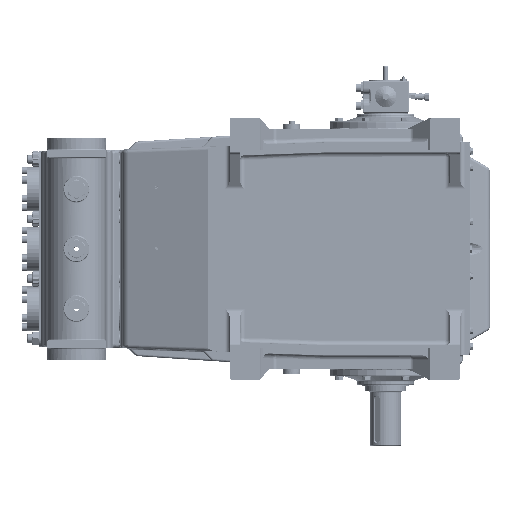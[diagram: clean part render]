
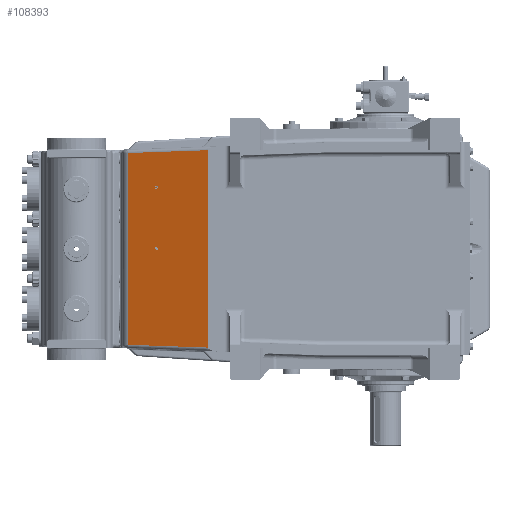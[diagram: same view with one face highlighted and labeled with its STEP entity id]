
A CAD part, front view. The second image highlights one B-rep face of the part: STEP entity #108393.
In plain terms, the highlighted planar face has unit normal (-0.342, -0.94, 0).
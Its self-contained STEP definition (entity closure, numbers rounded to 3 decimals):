
#3674 = VECTOR ( 'NONE', #31547, 39.37 ) ;
#8360 = LINE ( 'NONE', #23430, #67545 ) ;
#8643 = ORIENTED_EDGE ( 'NONE', *, *, #108086, .F. ) ;
#14284 = CARTESIAN_POINT ( 'NONE',  ( -26.914, -6.083, 11.492 ) ) ;
#20501 = CARTESIAN_POINT ( 'NONE',  ( -26.914, -6.083, -19.901 ) ) ;
#23430 = CARTESIAN_POINT ( 'NONE',  ( -4.647, -14.187, -20.679 ) ) ;
#23773 = VERTEX_POINT ( 'NONE', #14284 ) ;
#31547 = DIRECTION ( 'NONE',  ( -0.939, 0.342, -0.033 ) ) ;
#35367 = DIRECTION ( 'NONE',  ( 0.939, -0.342, -0.033 ) ) ;
#42840 = CARTESIAN_POINT ( 'NONE',  ( -3.617, -14.562, 12.724 ) ) ;
#50491 = EDGE_CURVE ( 'NONE', #23773, #53065, #139280, .T. ) ;
#53065 = VERTEX_POINT ( 'NONE', #119669 ) ;
#54676 = DIRECTION ( 'NONE',  ( -0.94, 0.342, 0. ) ) ;
#55148 = EDGE_CURVE ( 'NONE', #53065, #138333, #119231, .T. ) ;
#55848 = ORIENTED_EDGE ( 'NONE', *, *, #55148, .T. ) ;
#58187 = VECTOR ( 'NONE', #118681, 39.37 ) ;
#60463 = CARTESIAN_POINT ( 'NONE',  ( -39.721, -1.421, 12.724 ) ) ;
#67545 = VECTOR ( 'NONE', #35367, 39.37 ) ;
#75013 = DIRECTION ( 'NONE',  ( 0., 0., -1. ) ) ;
#83498 = CARTESIAN_POINT ( 'NONE',  ( -3.604, -14.567, 12.306 ) ) ;
#106658 = CARTESIAN_POINT ( 'NONE',  ( -26.914, -6.083, 12.724 ) ) ;
#108086 = EDGE_CURVE ( 'NONE', #23773, #151807, #113051, .T. ) ;
#108393 = ADVANCED_FACE ( 'NONE', ( #114861 ), #113791, .F. ) ;
#113051 = LINE ( 'NONE', #106658, #58187 ) ;
#113791 = PLANE ( 'NONE',  #139473 ) ;
#114861 = FACE_OUTER_BOUND ( 'NONE', #134802, .T. ) ;
#118681 = DIRECTION ( 'NONE',  ( 0., 0., -1. ) ) ;
#119231 = LINE ( 'NONE', #60463, #149505 ) ;
#119669 = CARTESIAN_POINT ( 'NONE',  ( -39.721, -1.421, 11.044 ) ) ;
#125794 = DIRECTION ( 'NONE',  ( 0.342, 0.94, 0. ) ) ;
#126121 = ORIENTED_EDGE ( 'NONE', *, *, #141320, .T. ) ;
#128261 = ORIENTED_EDGE ( 'NONE', *, *, #50491, .T. ) ;
#134802 = EDGE_LOOP ( 'NONE', ( #55848, #126121, #8643, #128261 ) ) ;
#134994 = CARTESIAN_POINT ( 'NONE',  ( -39.721, -1.421, -19.454 ) ) ;
#138333 = VERTEX_POINT ( 'NONE', #134994 ) ;
#139280 = LINE ( 'NONE', #83498, #3674 ) ;
#139473 = AXIS2_PLACEMENT_3D ( 'NONE', #42840, #125794, #54676 ) ;
#141320 = EDGE_CURVE ( 'NONE', #138333, #151807, #8360, .T. ) ;
#149505 = VECTOR ( 'NONE', #75013, 39.37 ) ;
#151807 = VERTEX_POINT ( 'NONE', #20501 ) ;
